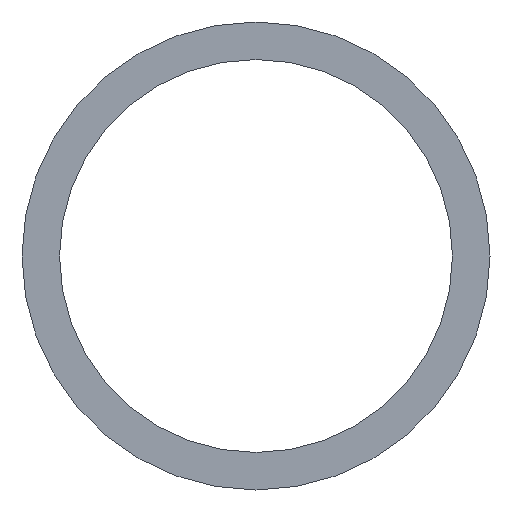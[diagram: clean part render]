
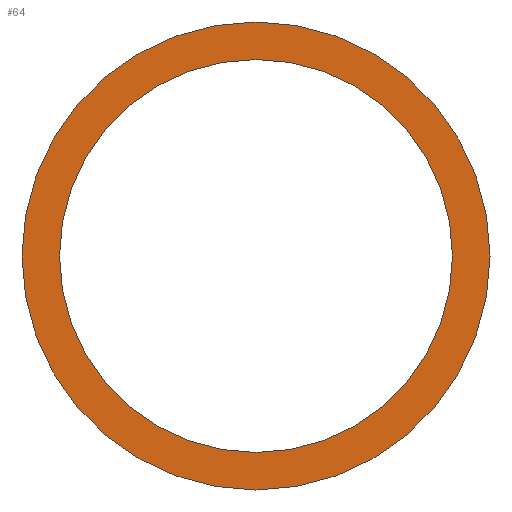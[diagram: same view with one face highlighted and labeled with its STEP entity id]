
A CAD part, left-side view. The second image highlights one B-rep face of the part: STEP entity #64.
In plain terms, the highlighted planar face has unit normal (-1, 0, 0).
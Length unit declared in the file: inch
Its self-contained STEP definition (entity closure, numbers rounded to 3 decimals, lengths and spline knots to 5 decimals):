
#8 = VERTEX_POINT ( 'NONE', #72 ) ;
#15 = EDGE_CURVE ( 'NONE', #8, #57, #231, .T. ) ;
#16 = EDGE_LOOP ( 'NONE', ( #45, #23 ) ) ;
#18 = EDGE_CURVE ( 'NONE', #57, #8, #130, .T. ) ;
#22 = EDGE_LOOP ( 'NONE', ( #40, #58 ) ) ;
#23 = ORIENTED_EDGE ( 'NONE', *, *, #48, .F. ) ;
#40 = ORIENTED_EDGE ( 'NONE', *, *, #18, .T. ) ;
#45 = ORIENTED_EDGE ( 'NONE', *, *, #46, .F. ) ;
#46 = EDGE_CURVE ( 'NONE', #49, #51, #200, .T. ) ;
#48 = EDGE_CURVE ( 'NONE', #51, #49, #107, .T. ) ;
#49 = VERTEX_POINT ( 'NONE', #111 ) ;
#51 = VERTEX_POINT ( 'NONE', #94 ) ;
#57 = VERTEX_POINT ( 'NONE', #134 ) ;
#58 = ORIENTED_EDGE ( 'NONE', *, *, #15, .T. ) ;
#64 = ADVANCED_FACE ( 'NONE', ( #180, #179 ), #178, .T. ) ;
#72 = CARTESIAN_POINT ( 'NONE',  ( 0., 0., -0.53 ) ) ;
#94 = CARTESIAN_POINT ( 'NONE',  ( 0., 0., -0.445 ) ) ;
#104 = DIRECTION ( 'NONE',  ( 0., 0., 1. ) ) ;
#105 = DIRECTION ( 'NONE',  ( -1., 0., 0. ) ) ;
#106 = AXIS2_PLACEMENT_3D ( 'NONE', #188, #105, #104 ) ;
#107 = CIRCLE ( 'NONE', #106, 0.445 ) ;
#111 = CARTESIAN_POINT ( 'NONE',  ( 0., 0., 0.445 ) ) ;
#119 = DIRECTION ( 'NONE',  ( 0., 0., 1. ) ) ;
#120 = DIRECTION ( 'NONE',  ( -1., 0., 0. ) ) ;
#129 = AXIS2_PLACEMENT_3D ( 'NONE', #162, #120, #119 ) ;
#130 = CIRCLE ( 'NONE', #129, 0.53 ) ;
#134 = CARTESIAN_POINT ( 'NONE',  ( 0., 0., 0.53 ) ) ;
#158 = DIRECTION ( 'NONE',  ( 0., 0., 1. ) ) ;
#161 = CARTESIAN_POINT ( 'NONE',  ( 0., 0., 0. ) ) ;
#162 = CARTESIAN_POINT ( 'NONE',  ( 0., 0., 0. ) ) ;
#174 = AXIS2_PLACEMENT_3D ( 'NONE', #191, #190, #189 ) ;
#175 = DIRECTION ( 'NONE',  ( -1., 0., 0. ) ) ;
#176 = CARTESIAN_POINT ( 'NONE',  ( 0., -0.445, 0. ) ) ;
#177 = AXIS2_PLACEMENT_3D ( 'NONE', #176, #175, #196 ) ;
#178 = PLANE ( 'NONE',  #177 ) ;
#179 = FACE_BOUND ( 'NONE', #16, .T. ) ;
#180 = FACE_OUTER_BOUND ( 'NONE', #22, .T. ) ;
#188 = CARTESIAN_POINT ( 'NONE',  ( 0., 0., 0. ) ) ;
#189 = DIRECTION ( 'NONE',  ( 0., 0., 1. ) ) ;
#190 = DIRECTION ( 'NONE',  ( -1., 0., 0. ) ) ;
#191 = CARTESIAN_POINT ( 'NONE',  ( 0., 0., 0. ) ) ;
#196 = DIRECTION ( 'NONE',  ( 0., 0., 1. ) ) ;
#200 = CIRCLE ( 'NONE', #174, 0.445 ) ;
#227 = DIRECTION ( 'NONE',  ( -1., 0., 0. ) ) ;
#230 = AXIS2_PLACEMENT_3D ( 'NONE', #161, #227, #158 ) ;
#231 = CIRCLE ( 'NONE', #230, 0.53 ) ;
